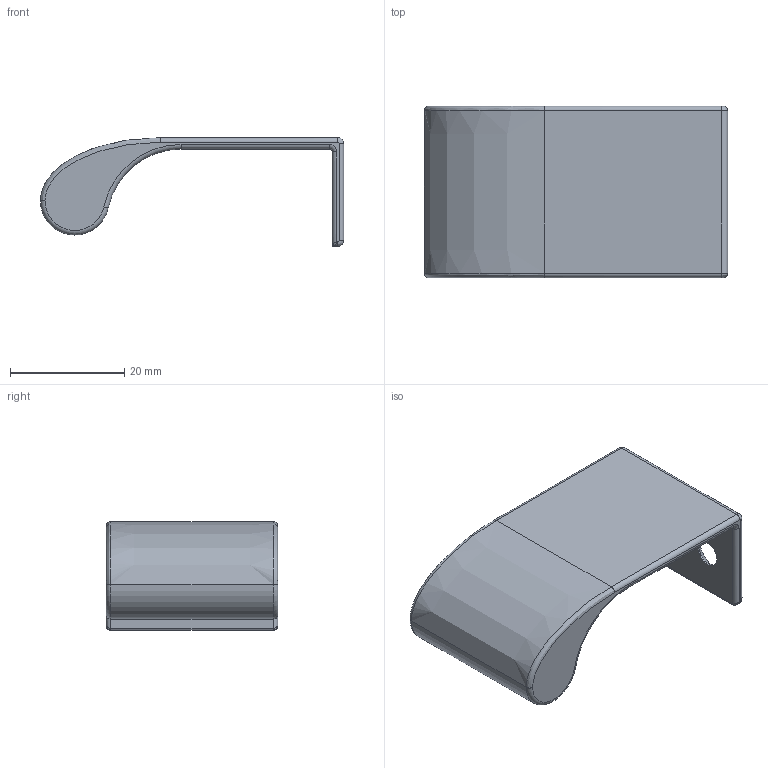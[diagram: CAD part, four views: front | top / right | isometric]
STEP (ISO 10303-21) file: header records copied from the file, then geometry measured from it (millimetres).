
FILE_DESCRIPTION(('Creo Elements/Direct Modeling STEP Export'),'2;1');
FILE_NAME('2626-30.stp','2023-08-21T10:24:58',(''),(''),'Creo Elements/Direct Modeling STEP processor for AP214 (Solid Model)','Creo Elements/Direct Modeling 20.0 12-Nov-2016 (C) Parametric Technology GmbH','');
FILE_SCHEMA(('AUTOMOTIVE_DESIGN { 1 0 10303 214 1 1 1 1 }'));
Length unit declared in the file: millimetre
Products named in the file (2): ZN-12092
Assembly tree (1 placements, depth 2):
  ZN-12092
    ZN-12092
Bounding box: 53 x 30 x 19 mm (x, y, z)
Volume: 8431.7 mm3; surface area: 5124.1 mm2
Topology: 1 solids, 1 shells, 50 faces, 114 edges, 66 vertices
Faces by surface type: cylinder 20, bspline 12, plane 7, torus 6, cone 4, extrusion 1
Entity records: 4516 total; most frequent: CARTESIAN_POINT 3493, ORIENTED_EDGE 228, DIRECTION 171, EDGE_CURVE 114, VERTEX_POINT 66, AXIS2_PLACEMENT_3D 65, EDGE_LOOP 54, FACE_OUTER_BOUND 50
